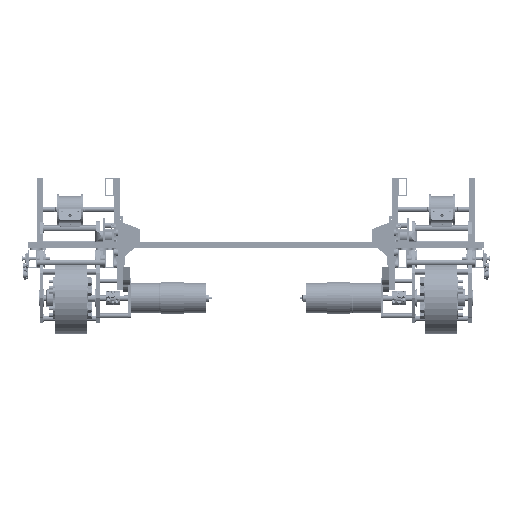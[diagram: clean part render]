
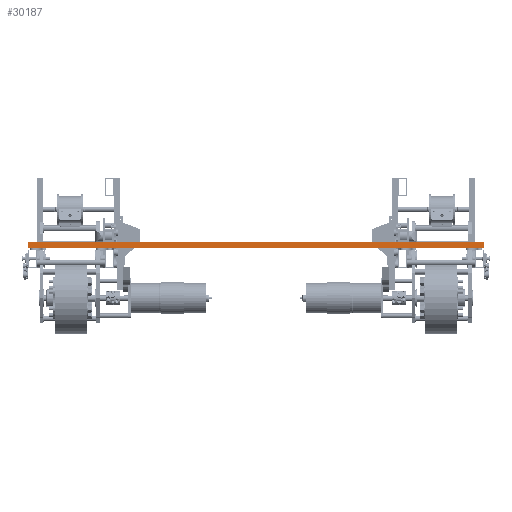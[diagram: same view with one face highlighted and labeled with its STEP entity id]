
A CAD part, front view. The second image highlights one B-rep face of the part: STEP entity #30187.
In plain terms, the highlighted face is planar.
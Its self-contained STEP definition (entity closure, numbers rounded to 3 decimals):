
#3291=LINE('',#55624,#4768);
#3292=LINE('',#55627,#4769);
#3293=LINE('',#55629,#4770);
#3294=LINE('',#55631,#4771);
#4768=VECTOR('',#45364,1000.);
#4769=VECTOR('',#45365,1000.);
#4770=VECTOR('',#45366,1000.);
#4771=VECTOR('',#45367,1000.);
#5339=PLANE('',#36028);
#12671=ORIENTED_EDGE('',*,*,#16444,.T.);
#12672=ORIENTED_EDGE('',*,*,#16445,.F.);
#12673=ORIENTED_EDGE('',*,*,#16446,.F.);
#12674=ORIENTED_EDGE('',*,*,#16447,.T.);
#16444=EDGE_CURVE('',#19263,#19264,#3291,.T.);
#16445=EDGE_CURVE('',#19265,#19264,#3292,.T.);
#16446=EDGE_CURVE('',#19266,#19265,#3293,.T.);
#16447=EDGE_CURVE('',#19266,#19263,#3294,.T.);
#19263=VERTEX_POINT('',#55625);
#19264=VERTEX_POINT('',#55626);
#19265=VERTEX_POINT('',#55628);
#19266=VERTEX_POINT('',#55630);
#24356=EDGE_LOOP('',(#12671,#12672,#12673,#12674));
#27480=FACE_BOUND('',#24356,.T.);
#30187=ADVANCED_FACE('',(#27480),#5339,.T.);
#36028=AXIS2_PLACEMENT_3D('',#55623,#45362,#45363);
#45362=DIRECTION('',(1.,0.,0.));
#45363=DIRECTION('',(0.,0.,-1.));
#45364=DIRECTION('',(0.,-1.,0.));
#45365=DIRECTION('',(0.,0.,1.));
#45366=DIRECTION('',(0.,-1.,0.));
#45367=DIRECTION('',(0.,0.,1.));
#55623=CARTESIAN_POINT('',(4.5,119.5,-4.5));
#55624=CARTESIAN_POINT('',(4.5,119.5,4.5));
#55625=CARTESIAN_POINT('',(4.5,169.5,4.5));
#55626=CARTESIAN_POINT('',(4.5,-469.5,4.5));
#55627=CARTESIAN_POINT('',(4.5,-469.5,-4.5));
#55628=CARTESIAN_POINT('',(4.5,-469.5,-4.5));
#55629=CARTESIAN_POINT('',(4.5,119.5,-4.5));
#55630=CARTESIAN_POINT('',(4.5,169.5,-4.5));
#55631=CARTESIAN_POINT('',(4.5,169.5,-4.5));
